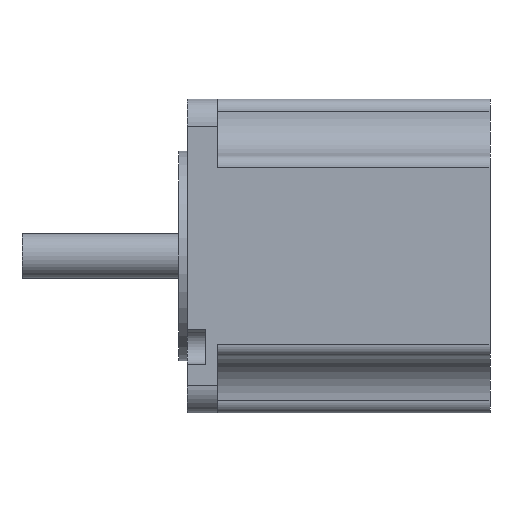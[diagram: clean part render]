
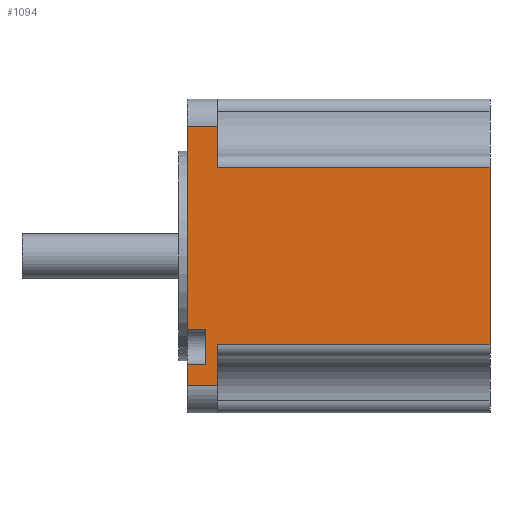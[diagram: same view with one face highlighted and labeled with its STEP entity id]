
A CAD part, left-side view. The second image highlights one B-rep face of the part: STEP entity #1094.
In plain terms, the highlighted planar face has unit normal (-1, 0, 0).
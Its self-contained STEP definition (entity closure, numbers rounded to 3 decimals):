
#28 = CARTESIAN_POINT ( 'NONE',  ( 0., -55., -12.4 ) ) ;
#70 = VERTEX_POINT ( 'NONE', #1468 ) ;
#80 = CARTESIAN_POINT ( 'NONE',  ( 0., -3.4, -41.8 ) ) ;
#129 = LINE ( 'NONE', #905, #2255 ) ;
#157 = VERTEX_POINT ( 'NONE', #1541 ) ;
#168 = CARTESIAN_POINT ( 'NONE',  ( 0., -5.5, -4.93 ) ) ;
#190 = FACE_OUTER_BOUND ( 'NONE', #2076, .T. ) ;
#239 = VERTEX_POINT ( 'NONE', #494 ) ;
#261 = ORIENTED_EDGE ( 'NONE', *, *, #2356, .F. ) ;
#336 = CARTESIAN_POINT ( 'NONE',  ( 0., 0., -48.2 ) ) ;
#381 = DIRECTION ( 'NONE',  ( 0., 0., 1. ) ) ;
#394 = EDGE_CURVE ( 'NONE', #1399, #522, #129, .T. ) ;
#399 = PLANE ( 'NONE',  #438 ) ;
#438 = AXIS2_PLACEMENT_3D ( 'NONE', #2060, #1165, #1926 ) ;
#458 = VECTOR ( 'NONE', #515, 1000. ) ;
#491 = EDGE_CURVE ( 'NONE', #2246, #548, #2319, .T. ) ;
#494 = CARTESIAN_POINT ( 'NONE',  ( 0., -3.4, -48.2 ) ) ;
#508 = ORIENTED_EDGE ( 'NONE', *, *, #2058, .F. ) ;
#515 = DIRECTION ( 'NONE',  ( 0., 1., 0. ) ) ;
#522 = VERTEX_POINT ( 'NONE', #28 ) ;
#528 = CARTESIAN_POINT ( 'NONE',  ( 0., 0., 0. ) ) ;
#548 = VERTEX_POINT ( 'NONE', #1287 ) ;
#559 = DIRECTION ( 'NONE',  ( 0., 0., -1. ) ) ;
#573 = LINE ( 'NONE', #946, #716 ) ;
#592 = EDGE_CURVE ( 'NONE', #70, #2102, #1605, .T. ) ;
#602 = ORIENTED_EDGE ( 'NONE', *, *, #1610, .T. ) ;
#622 = CARTESIAN_POINT ( 'NONE',  ( 0., 0., 0. ) ) ;
#668 = CARTESIAN_POINT ( 'NONE',  ( 0., -6., -52.07 ) ) ;
#704 = CARTESIAN_POINT ( 'NONE',  ( 0., -3.4, -48.2 ) ) ;
#707 = CARTESIAN_POINT ( 'NONE',  ( 0., -5.5, -57. ) ) ;
#716 = VECTOR ( 'NONE', #559, 1000. ) ;
#731 = DIRECTION ( 'NONE',  ( 0., 0., 1. ) ) ;
#829 = DIRECTION ( 'NONE',  ( 0., 1., 0. ) ) ;
#834 = ORIENTED_EDGE ( 'NONE', *, *, #491, .F. ) ;
#868 = ORIENTED_EDGE ( 'NONE', *, *, #913, .T. ) ;
#902 = EDGE_CURVE ( 'NONE', #1799, #70, #1066, .T. ) ;
#905 = CARTESIAN_POINT ( 'NONE',  ( 0., -5.5, -12.4 ) ) ;
#912 = ORIENTED_EDGE ( 'NONE', *, *, #1189, .F. ) ;
#913 = EDGE_CURVE ( 'NONE', #2261, #548, #1646, .T. ) ;
#916 = VECTOR ( 'NONE', #2127, 1000. ) ;
#946 = CARTESIAN_POINT ( 'NONE',  ( 0., -5.5, -12.4 ) ) ;
#1066 = LINE ( 'NONE', #707, #1520 ) ;
#1074 = ORIENTED_EDGE ( 'NONE', *, *, #394, .F. ) ;
#1084 = ORIENTED_EDGE ( 'NONE', *, *, #1360, .T. ) ;
#1089 = CARTESIAN_POINT ( 'NONE',  ( 0., -6., -4.93 ) ) ;
#1091 = VECTOR ( 'NONE', #731, 1000. ) ;
#1094 = ADVANCED_FACE ( 'NONE', ( #190 ), #399, .T. ) ;
#1165 = DIRECTION ( 'NONE',  ( -1., 0., 0. ) ) ;
#1170 = DIRECTION ( 'NONE',  ( 0., 0., -1. ) ) ;
#1174 = CARTESIAN_POINT ( 'NONE',  ( 0., -5.5, -44.6 ) ) ;
#1189 = EDGE_CURVE ( 'NONE', #157, #2246, #1552, .T. ) ;
#1287 = CARTESIAN_POINT ( 'NONE',  ( 0., 0., -4.93 ) ) ;
#1307 = ORIENTED_EDGE ( 'NONE', *, *, #592, .F. ) ;
#1334 = VERTEX_POINT ( 'NONE', #336 ) ;
#1338 = DIRECTION ( 'NONE',  ( 0., -1., 0. ) ) ;
#1345 = CARTESIAN_POINT ( 'NONE',  ( 0., -55., 0. ) ) ;
#1360 = EDGE_CURVE ( 'NONE', #239, #1334, #1462, .T. ) ;
#1369 = ORIENTED_EDGE ( 'NONE', *, *, #1464, .F. ) ;
#1384 = VECTOR ( 'NONE', #1338, 1000. ) ;
#1399 = VERTEX_POINT ( 'NONE', #1854 ) ;
#1450 = DIRECTION ( 'NONE',  ( 0., 1., 0. ) ) ;
#1462 = LINE ( 'NONE', #704, #1585 ) ;
#1463 = DIRECTION ( 'NONE',  ( 0., 0., -1. ) ) ;
#1464 = EDGE_CURVE ( 'NONE', #2261, #1399, #573, .T. ) ;
#1465 = LINE ( 'NONE', #528, #1091 ) ;
#1468 = CARTESIAN_POINT ( 'NONE',  ( 0., -5.5, -52.07 ) ) ;
#1482 = CARTESIAN_POINT ( 'NONE',  ( 0., -3.4, -48.2 ) ) ;
#1491 = EDGE_CURVE ( 'NONE', #239, #157, #1678, .T. ) ;
#1520 = VECTOR ( 'NONE', #1463, 1000. ) ;
#1541 = CARTESIAN_POINT ( 'NONE',  ( 0., -3.4, -41.8 ) ) ;
#1552 = LINE ( 'NONE', #80, #2179 ) ;
#1585 = VECTOR ( 'NONE', #1450, 1000. ) ;
#1588 = CARTESIAN_POINT ( 'NONE',  ( 0., -5.5, -44.6 ) ) ;
#1589 = ORIENTED_EDGE ( 'NONE', *, *, #902, .F. ) ;
#1605 = LINE ( 'NONE', #668, #1873 ) ;
#1610 = EDGE_CURVE ( 'NONE', #1799, #1916, #1729, .T. ) ;
#1628 = VECTOR ( 'NONE', #381, 1000. ) ;
#1646 = LINE ( 'NONE', #1089, #458 ) ;
#1656 = DIRECTION ( 'NONE',  ( 0., -1., 0. ) ) ;
#1678 = LINE ( 'NONE', #1482, #1628 ) ;
#1729 = LINE ( 'NONE', #1174, #1384 ) ;
#1799 = VERTEX_POINT ( 'NONE', #1588 ) ;
#1811 = DIRECTION ( 'NONE',  ( 0., 1., 0. ) ) ;
#1819 = CARTESIAN_POINT ( 'NONE',  ( 0., 0., -52.07 ) ) ;
#1852 = CARTESIAN_POINT ( 'NONE',  ( 0., -55., -44.6 ) ) ;
#1854 = CARTESIAN_POINT ( 'NONE',  ( 0., -5.5, -12.4 ) ) ;
#1873 = VECTOR ( 'NONE', #1811, 1000. ) ;
#1916 = VERTEX_POINT ( 'NONE', #1852 ) ;
#1926 = DIRECTION ( 'NONE',  ( 0., 0., 1. ) ) ;
#1964 = LINE ( 'NONE', #1345, #2423 ) ;
#2058 = EDGE_CURVE ( 'NONE', #522, #1916, #1964, .T. ) ;
#2060 = CARTESIAN_POINT ( 'NONE',  ( 0., -113., 0. ) ) ;
#2061 = CARTESIAN_POINT ( 'NONE',  ( 0., 0., -41.8 ) ) ;
#2076 = EDGE_LOOP ( 'NONE', ( #602, #508, #1074, #1369, #868, #834, #912, #2121, #1084, #261, #1307, #1589 ) ) ;
#2102 = VERTEX_POINT ( 'NONE', #1819 ) ;
#2121 = ORIENTED_EDGE ( 'NONE', *, *, #1491, .F. ) ;
#2127 = DIRECTION ( 'NONE',  ( 0., 0., 1. ) ) ;
#2179 = VECTOR ( 'NONE', #829, 1000. ) ;
#2246 = VERTEX_POINT ( 'NONE', #2061 ) ;
#2255 = VECTOR ( 'NONE', #1656, 1000. ) ;
#2261 = VERTEX_POINT ( 'NONE', #168 ) ;
#2319 = LINE ( 'NONE', #622, #916 ) ;
#2356 = EDGE_CURVE ( 'NONE', #2102, #1334, #1465, .T. ) ;
#2423 = VECTOR ( 'NONE', #1170, 1000. ) ;
